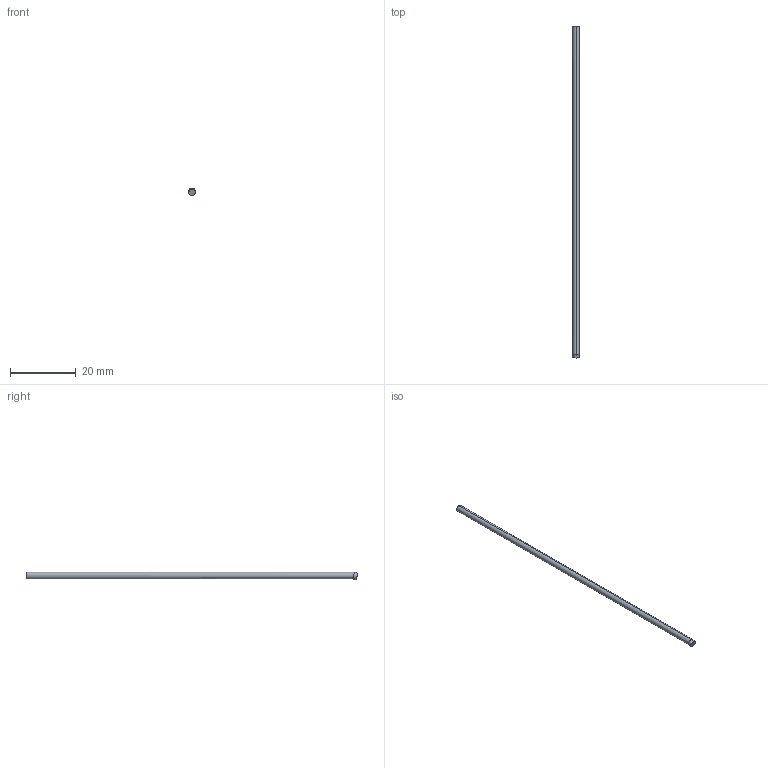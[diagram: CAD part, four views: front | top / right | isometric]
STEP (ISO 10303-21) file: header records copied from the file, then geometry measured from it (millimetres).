
FILE_DESCRIPTION (( 'STEP AP203' ), '1' );
FILE_NAME ('Part1_Default_sldprt.STEP', '2023-08-01T11:31:31', ( '' ), ( '' ), 'SwSTEP 2.0', 'SolidWorks 2022', '' );
FILE_SCHEMA (( 'CONFIG_CONTROL_DESIGN' ));
Length unit declared in the file: millimetre
Products named in the file (1): Part1_Default_sldprt
Bounding box: 2 x 101.05 x 2.33 mm (x, y, z)
Volume: 316.8 mm3; surface area: 639.9 mm2
Topology: 1 solids, 1 shells, 6 faces, 10 edges, 6 vertices
Faces by surface type: bspline 2, cylinder 2, plane 2
Entity records: 223 total; most frequent: CARTESIAN_POINT 49, ORIENTED_EDGE 20, DIRECTION 18, EDGE_CURVE 10, PERSON_AND_ORGANIZATION 8, AXIS2_PLACEMENT_3D 7, ADVANCED_FACE 6, EDGE_LOOP 6
